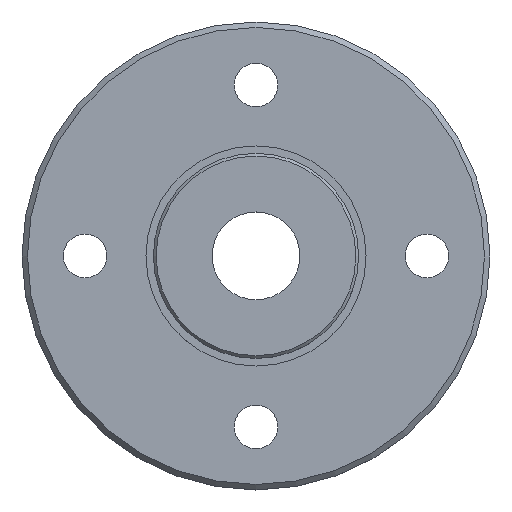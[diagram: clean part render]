
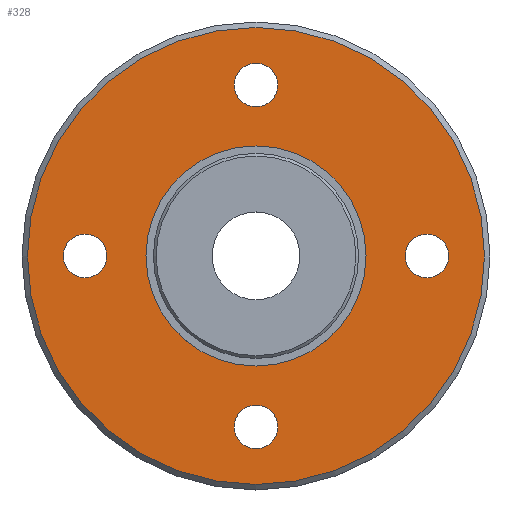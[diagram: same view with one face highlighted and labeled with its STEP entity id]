
A CAD part, top view. The second image highlights one B-rep face of the part: STEP entity #328.
In plain terms, the highlighted planar face has unit normal (0, 0, 1).
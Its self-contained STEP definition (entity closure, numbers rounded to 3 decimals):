
#16=FACE_BOUND('',#78,.T.);
#17=FACE_BOUND('',#79,.T.);
#18=FACE_BOUND('',#80,.T.);
#19=FACE_BOUND('',#81,.T.);
#20=FACE_BOUND('',#82,.T.);
#31=PLANE('',#378);
#56=FACE_OUTER_BOUND('',#77,.T.);
#77=EDGE_LOOP('',(#264));
#78=EDGE_LOOP('',(#265));
#79=EDGE_LOOP('',(#266));
#80=EDGE_LOOP('',(#267));
#81=EDGE_LOOP('',(#268));
#82=EDGE_LOOP('',(#269,#270));
#134=CIRCLE('',#363,1.6);
#136=CIRCLE('',#366,1.6);
#138=CIRCLE('',#369,1.6);
#140=CIRCLE('',#372,1.6);
#144=CIRCLE('',#377,16.711);
#145=CIRCLE('',#379,8.047);
#146=CIRCLE('',#380,8.047);
#164=VERTEX_POINT('',#536);
#166=VERTEX_POINT('',#542);
#168=VERTEX_POINT('',#548);
#170=VERTEX_POINT('',#554);
#174=VERTEX_POINT('',#564);
#175=VERTEX_POINT('',#568);
#176=VERTEX_POINT('',#569);
#196=EDGE_CURVE('',#164,#164,#134,.T.);
#199=EDGE_CURVE('',#166,#166,#136,.T.);
#202=EDGE_CURVE('',#168,#168,#138,.T.);
#205=EDGE_CURVE('',#170,#170,#140,.T.);
#211=EDGE_CURVE('',#174,#174,#144,.T.);
#212=EDGE_CURVE('',#175,#176,#145,.T.);
#213=EDGE_CURVE('',#176,#175,#146,.T.);
#264=ORIENTED_EDGE('',*,*,#211,.F.);
#265=ORIENTED_EDGE('',*,*,#196,.T.);
#266=ORIENTED_EDGE('',*,*,#199,.T.);
#267=ORIENTED_EDGE('',*,*,#202,.T.);
#268=ORIENTED_EDGE('',*,*,#205,.T.);
#269=ORIENTED_EDGE('',*,*,#212,.T.);
#270=ORIENTED_EDGE('',*,*,#213,.T.);
#328=ADVANCED_FACE('',(#56,#16,#17,#18,#19,#20),#31,.T.);
#363=AXIS2_PLACEMENT_3D('',#537,#426,#427);
#366=AXIS2_PLACEMENT_3D('',#543,#433,#434);
#369=AXIS2_PLACEMENT_3D('',#549,#440,#441);
#372=AXIS2_PLACEMENT_3D('',#555,#447,#448);
#377=AXIS2_PLACEMENT_3D('',#566,#459,#460);
#378=AXIS2_PLACEMENT_3D('',#567,#461,#462);
#379=AXIS2_PLACEMENT_3D('',#570,#463,#464);
#380=AXIS2_PLACEMENT_3D('',#571,#465,#466);
#426=DIRECTION('center_axis',(0.,0.,-1.));
#427=DIRECTION('ref_axis',(1.,0.,0.));
#433=DIRECTION('center_axis',(0.,0.,-1.));
#434=DIRECTION('ref_axis',(1.,0.,0.));
#440=DIRECTION('center_axis',(0.,0.,-1.));
#441=DIRECTION('ref_axis',(1.,0.,0.));
#447=DIRECTION('center_axis',(0.,0.,-1.));
#448=DIRECTION('ref_axis',(1.,0.,0.));
#459=DIRECTION('center_axis',(0.,0.,-1.));
#460=DIRECTION('ref_axis',(0.,-1.,0.));
#461=DIRECTION('center_axis',(0.,0.,1.));
#462=DIRECTION('ref_axis',(1.,0.,0.));
#463=DIRECTION('center_axis',(0.,0.,-1.));
#464=DIRECTION('ref_axis',(1.,0.,0.));
#465=DIRECTION('center_axis',(0.,0.,-1.));
#466=DIRECTION('ref_axis',(1.,0.,0.));
#536=CARTESIAN_POINT('',(10.9,0.,6.49));
#537=CARTESIAN_POINT('Origin',(12.5,0.,6.49));
#542=CARTESIAN_POINT('',(-1.6,-12.5,6.49));
#543=CARTESIAN_POINT('Origin',(0.,-12.5,6.49));
#548=CARTESIAN_POINT('',(-14.1,0.,6.49));
#549=CARTESIAN_POINT('Origin',(-12.5,0.,6.49));
#554=CARTESIAN_POINT('',(-1.6,12.5,6.49));
#555=CARTESIAN_POINT('Origin',(0.,12.5,6.49));
#564=CARTESIAN_POINT('',(0.,16.711,6.49));
#566=CARTESIAN_POINT('Origin',(0.,0.,6.49));
#567=CARTESIAN_POINT('Origin',(0.,17.111,6.49));
#568=CARTESIAN_POINT('',(0.,8.047,6.49));
#569=CARTESIAN_POINT('',(0.,-8.047,6.49));
#570=CARTESIAN_POINT('Origin',(0.,0.,6.49));
#571=CARTESIAN_POINT('Origin',(0.,0.,6.49));
